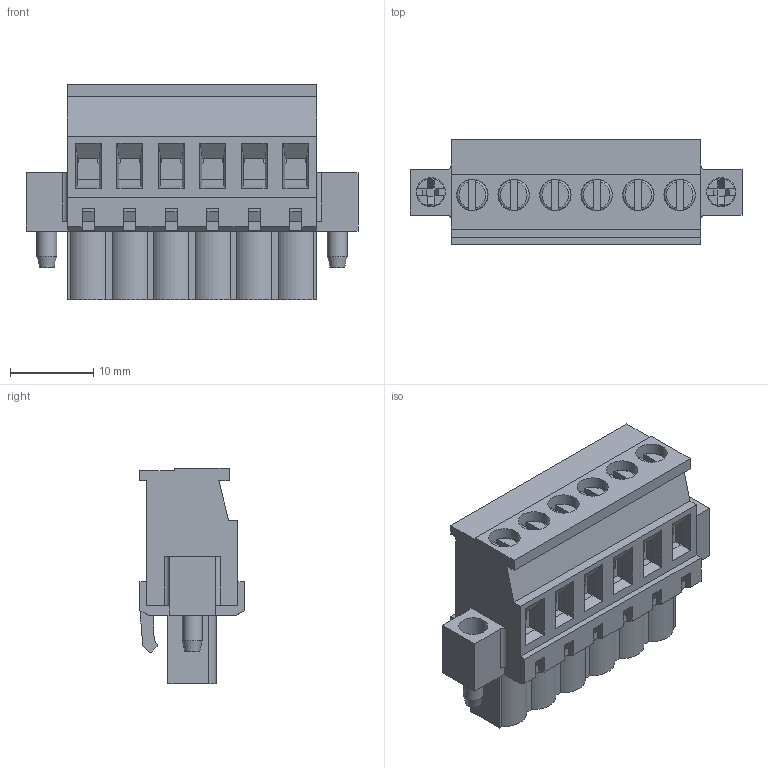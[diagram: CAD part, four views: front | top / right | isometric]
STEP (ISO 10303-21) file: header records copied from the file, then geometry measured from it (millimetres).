
FILE_DESCRIPTION(/* description */ ('Unknown'),/* implementation_level */ '2;1');
FILE_NAME(/* name */ '691345710006',/* time_stamp */ '2016-01-19T11:55:28+01:00',/* author */ ('Unknown'),/* organization */ ('Unknown'),/* preprocessor_version */ 'ST-DEVELOPER v16',/* originating_system */ 'DEX',/* authorisation */ $);
FILE_SCHEMA (('AUTOMOTIVE_DESIGN {1 0 10303 214 3 1 1}'));
Length unit declared in the file: millimetre
Products named in the file (7): 6913457100xx; 691345710006; 6913457100xx_CAGE; 6913457100xx_PIN; 6913457100xx_VIS; 6913457100xx_VIS Flange; 691345710006_BAS
Assembly tree (22 placements, depth 2):
  6913457100xx
    691345710006
    6913457100xx_CAGE  x6
    6913457100xx_PIN  x6
    6913457100xx_VIS  x6
    6913457100xx_VIS Flange  x2
    691345710006_BAS
Bounding box: 40 x 12.65 x 26 mm (x, y, z)
Volume: 5007.5 mm3; surface area: 11314.2 mm2
Topology: 22 solids, 22 shells, 1288 faces, 3595 edges, 2347 vertices
Faces by surface type: plane 1006, cylinder 238, torus 30, cone 14
Full cylindrical faces by diameter (mm): 1.6 x6, 2.4 x8, 2.5 x2, 2.9 x12, 3 x6, 3.5 x2, 3.7 x6, 3.8 x8
Entity records: 25631 total; most frequent: CARTESIAN_POINT 4652, ORIENTED_EDGE 4326, DIRECTION 3954, EDGE_CURVE 2163, LINE 1970, VECTOR 1970, VERTEX_POINT 1435, AXIS2_PLACEMENT_3D 992
